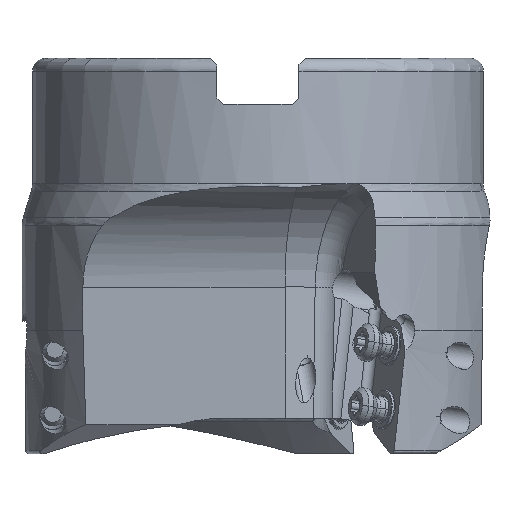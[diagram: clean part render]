
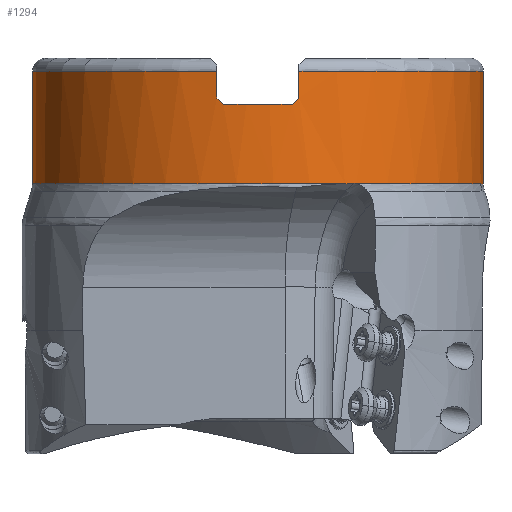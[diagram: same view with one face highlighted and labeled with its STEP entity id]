
A CAD part, front view. The second image highlights one B-rep face of the part: STEP entity #1294.
In plain terms, the highlighted cylindrical face has radius 34.925 mm (diameter 69.85 mm), a partial arc.
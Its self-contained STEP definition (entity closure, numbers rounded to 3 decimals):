
#119=CYLINDRICAL_SURFACE('',#8844,34.925);
#562=LINE('',#15508,#928);
#582=LINE('',#15648,#948);
#586=LINE('',#15670,#952);
#587=LINE('',#15677,#953);
#928=VECTOR('',#10250,1.);
#948=VECTOR('',#10322,1.);
#952=VECTOR('',#10338,1.);
#953=VECTOR('',#10345,1.);
#1294=ADVANCED_FACE('',(#1850),#119,.T.);
#1850=FACE_OUTER_BOUND('',#2292,.T.);
#2292=EDGE_LOOP('',(#4004,#4005,#4006,#4007,#4008,#4009,#4010,#4011,#4012,
#4013,#4014,#4015,#4016,#4017,#4018));
#2829=CIRCLE('',#8835,34.925);
#2830=CIRCLE('',#8838,34.925);
#2831=CIRCLE('',#8839,34.925);
#2832=CIRCLE('',#8840,34.925);
#2833=CIRCLE('',#8841,34.925);
#2834=CIRCLE('',#8842,34.925);
#2835=CIRCLE('',#8843,34.925);
#4004=ORIENTED_EDGE('',*,*,#7069,.F.);
#4005=ORIENTED_EDGE('',*,*,#7242,.T.);
#4006=ORIENTED_EDGE('',*,*,#7243,.T.);
#4007=ORIENTED_EDGE('',*,*,#7244,.T.);
#4008=ORIENTED_EDGE('',*,*,#7245,.T.);
#4009=ORIENTED_EDGE('',*,*,#7191,.F.);
#4010=ORIENTED_EDGE('',*,*,#7241,.F.);
#4011=ORIENTED_EDGE('',*,*,#7239,.T.);
#4012=ORIENTED_EDGE('',*,*,#7237,.F.);
#4013=ORIENTED_EDGE('',*,*,#7235,.F.);
#4014=ORIENTED_EDGE('',*,*,#7246,.T.);
#4015=ORIENTED_EDGE('',*,*,#7247,.T.);
#4016=ORIENTED_EDGE('',*,*,#7248,.T.);
#4017=ORIENTED_EDGE('',*,*,#7249,.T.);
#4018=ORIENTED_EDGE('',*,*,#7071,.F.);
#6113=VERTEX_POINT('',#14889);
#6114=VERTEX_POINT('',#14896);
#6115=VERTEX_POINT('',#14903);
#6205=VERTEX_POINT('',#15507);
#6206=VERTEX_POINT('',#15509);
#6238=VERTEX_POINT('',#15647);
#6239=VERTEX_POINT('',#15649);
#6240=VERTEX_POINT('',#15656);
#6241=VERTEX_POINT('',#15660);
#6242=VERTEX_POINT('',#15669);
#6243=VERTEX_POINT('',#15671);
#6244=VERTEX_POINT('',#15673);
#6245=VERTEX_POINT('',#15676);
#6246=VERTEX_POINT('',#15678);
#6247=VERTEX_POINT('',#15680);
#7069=EDGE_CURVE('',#6113,#6114,#8210,.T.);
#7071=EDGE_CURVE('',#6114,#6115,#8211,.T.);
#7191=EDGE_CURVE('',#6205,#6206,#562,.T.);
#7235=EDGE_CURVE('',#6238,#6239,#582,.T.);
#7237=EDGE_CURVE('',#6239,#6240,#8258,.T.);
#7239=EDGE_CURVE('',#6241,#6240,#2829,.T.);
#7241=EDGE_CURVE('',#6241,#6205,#8259,.T.);
#7242=EDGE_CURVE('',#6113,#6242,#2830,.T.);
#7243=EDGE_CURVE('',#6242,#6243,#586,.T.);
#7244=EDGE_CURVE('',#6243,#6244,#2831,.T.);
#7245=EDGE_CURVE('',#6244,#6206,#2832,.T.);
#7246=EDGE_CURVE('',#6238,#6245,#2833,.T.);
#7247=EDGE_CURVE('',#6245,#6246,#587,.T.);
#7248=EDGE_CURVE('',#6246,#6247,#2834,.T.);
#7249=EDGE_CURVE('',#6247,#6115,#2835,.T.);
#8210=B_SPLINE_CURVE_WITH_KNOTS('',3,(#14890,#14891,#14892,#14893,#14894,
#14895),.UNSPECIFIED.,.F.,.F.,(4,1,1,4),(0.,0.333,0.667,
1.),.UNSPECIFIED.);
#8211=B_SPLINE_CURVE_WITH_KNOTS('',3,(#14899,#14900,#14901,#14902),
 .UNSPECIFIED.,.F.,.F.,(4,4),(0.,1.),.UNSPECIFIED.);
#8258=B_SPLINE_CURVE_WITH_KNOTS('',3,(#15652,#15653,#15654,#15655),
 .UNSPECIFIED.,.F.,.F.,(4,4),(0.,1.),.UNSPECIFIED.);
#8259=B_SPLINE_CURVE_WITH_KNOTS('',3,(#15663,#15664,#15665,#15666),
 .UNSPECIFIED.,.F.,.F.,(4,4),(0.,1.),.UNSPECIFIED.);
#8835=AXIS2_PLACEMENT_3D('',#15659,#10329,#10330);
#8838=AXIS2_PLACEMENT_3D('',#15668,#10336,#10337);
#8839=AXIS2_PLACEMENT_3D('',#15672,#10339,#10340);
#8840=AXIS2_PLACEMENT_3D('',#15674,#10341,#10342);
#8841=AXIS2_PLACEMENT_3D('',#15675,#10343,#10344);
#8842=AXIS2_PLACEMENT_3D('',#15679,#10346,#10347);
#8843=AXIS2_PLACEMENT_3D('',#15681,#10348,#10349);
#8844=AXIS2_PLACEMENT_3D('',#15682,#10350,#10351);
#10250=DIRECTION('',(0.,0.,1.));
#10322=DIRECTION('',(0.,0.,-1.));
#10329=DIRECTION('',(0.,0.,-1.));
#10330=DIRECTION('',(0.153,-0.988,0.));
#10336=DIRECTION('',(0.,0.,1.));
#10337=DIRECTION('',(0.436,-0.9,0.));
#10338=DIRECTION('',(0.,0.,1.));
#10339=DIRECTION('',(0.,0.,-1.));
#10340=DIRECTION('',(1.,0.,0.));
#10341=DIRECTION('',(0.,0.,-1.));
#10342=DIRECTION('',(1.,-0.001,0.));
#10343=DIRECTION('',(0.,0.,-1.));
#10344=DIRECTION('',(-0.182,-0.983,0.));
#10345=DIRECTION('',(0.,0.,-1.));
#10346=DIRECTION('',(0.,0.,1.));
#10347=DIRECTION('',(-1.,0.,0.));
#10348=DIRECTION('',(0.,0.,1.));
#10349=DIRECTION('',(-1.,0.,0.));
#10350=DIRECTION('',(0.,0.,-1.));
#10351=DIRECTION('',(1.,0.,0.));
#14889=CARTESIAN_POINT('',(15.238,-31.425,-19.402));
#14890=CARTESIAN_POINT('',(15.238,-31.425,-19.402));
#14891=CARTESIAN_POINT('',(15.195,-31.446,-19.395));
#14892=CARTESIAN_POINT('',(15.107,-31.489,-19.383));
#14893=CARTESIAN_POINT('',(14.976,-31.551,-19.373));
#14894=CARTESIAN_POINT('',(14.888,-31.593,-19.372));
#14895=CARTESIAN_POINT('',(14.844,-31.614,-19.373));
#14896=CARTESIAN_POINT('',(14.843,-31.614,-19.373));
#14899=CARTESIAN_POINT('',(14.843,-31.614,-19.373));
#14900=CARTESIAN_POINT('',(14.388,-31.827,-19.378));
#14901=CARTESIAN_POINT('',(13.928,-32.031,-19.388));
#14902=CARTESIAN_POINT('',(13.465,-32.225,-19.402));
#14903=CARTESIAN_POINT('',(13.465,-32.225,-19.402));
#15507=CARTESIAN_POINT('',(6.35,-34.343,-6.14));
#15508=CARTESIAN_POINT('',(6.35,-34.343,-6.14));
#15509=CARTESIAN_POINT('',(6.35,-34.343,-2.));
#15647=CARTESIAN_POINT('',(-6.35,-34.343,-2.));
#15648=CARTESIAN_POINT('',(-6.35,-34.343,-2.));
#15649=CARTESIAN_POINT('',(-6.35,-34.343,-6.14));
#15652=CARTESIAN_POINT('',(-6.35,-34.343,-6.14));
#15653=CARTESIAN_POINT('',(-6.017,-34.404,-6.473));
#15654=CARTESIAN_POINT('',(-5.684,-34.461,-6.806));
#15655=CARTESIAN_POINT('',(-5.35,-34.513,-7.14));
#15656=CARTESIAN_POINT('',(-5.35,-34.513,-7.14));
#15659=CARTESIAN_POINT('',(0.,0.,-7.14));
#15660=CARTESIAN_POINT('',(5.35,-34.513,-7.14));
#15663=CARTESIAN_POINT('',(5.35,-34.513,-7.14));
#15664=CARTESIAN_POINT('',(5.684,-34.461,-6.806));
#15665=CARTESIAN_POINT('',(6.017,-34.404,-6.473));
#15666=CARTESIAN_POINT('',(6.35,-34.343,-6.14));
#15668=CARTESIAN_POINT('',(0.,0.,-19.402));
#15669=CARTESIAN_POINT('',(34.925,0.,-19.402));
#15670=CARTESIAN_POINT('',(34.925,0.,-19.402));
#15671=CARTESIAN_POINT('',(34.925,0.,-2.));
#15672=CARTESIAN_POINT('',(0.,0.,-2.));
#15673=CARTESIAN_POINT('',(34.925,-0.022,-2.));
#15674=CARTESIAN_POINT('',(0.,0.,-2.));
#15675=CARTESIAN_POINT('',(0.,0.,-2.));
#15676=CARTESIAN_POINT('',(-34.925,0.,-2.));
#15677=CARTESIAN_POINT('',(-34.925,0.,-2.));
#15678=CARTESIAN_POINT('',(-34.925,0.,-19.402));
#15679=CARTESIAN_POINT('',(0.,0.,-19.402));
#15680=CARTESIAN_POINT('',(-34.925,-0.015,-19.402));
#15681=CARTESIAN_POINT('',(0.,0.,-19.402));
#15682=CARTESIAN_POINT('',(0.,0.,-1.652));
